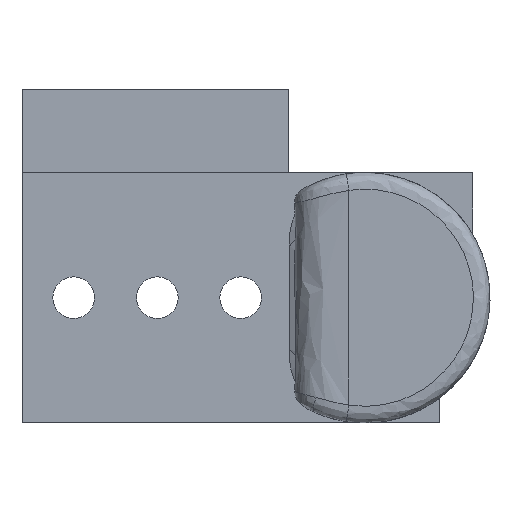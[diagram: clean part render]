
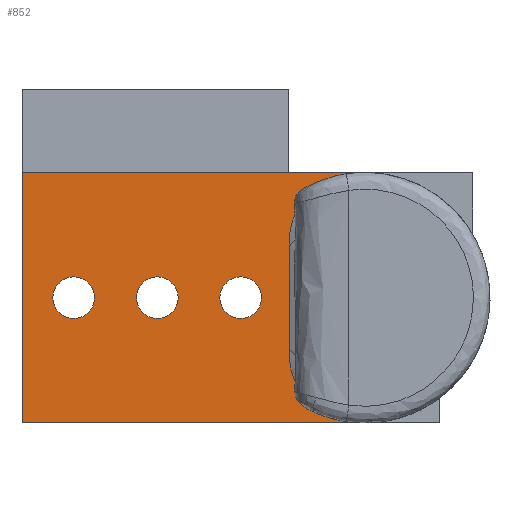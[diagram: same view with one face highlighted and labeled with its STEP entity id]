
A CAD part, front view. The second image highlights one B-rep face of the part: STEP entity #852.
In plain terms, the highlighted planar face has unit normal (0, -1, 0).
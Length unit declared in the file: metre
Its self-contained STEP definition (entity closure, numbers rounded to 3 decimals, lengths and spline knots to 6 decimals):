
#36=B_SPLINE_CURVE_WITH_KNOTS('',3,(#6835,#6836,#6837,#6838,#6839,#6840,
#6841,#6842,#6843,#6844,#6845,#6846,#6847,#6848,#6849),.UNSPECIFIED.,.F.,
 .F.,(4,1,1,1,1,1,1,1,1,1,1,1,4),(0.,0.25,0.375,0.5,0.625,0.75,0.8125,0.875,
0.90625,0.9375,0.96875,0.984375,1.),.UNSPECIFIED.);
#45=B_SPLINE_CURVE_WITH_KNOTS('',3,(#10697,#10698,#10699,#10700,#10701,
#10702,#10703,#10704,#10705,#10706,#10707,#10708,#10709,#10710,#10711),
 .UNSPECIFIED.,.F.,.F.,(4,1,1,1,1,1,1,1,1,1,1,1,4),(0.,0.015625,0.03125,
0.0625,0.09375,0.125,0.1875,0.25,0.375,0.5,0.625,0.75,1.),.UNSPECIFIED.);
#92=LINE('',#10819,#167);
#109=LINE('',#10872,#184);
#114=LINE('',#10880,#189);
#117=LINE('',#10890,#192);
#167=VECTOR('',#996,1.);
#184=VECTOR('',#1045,1.);
#189=VECTOR('',#1052,1.);
#192=VECTOR('',#1063,1.);
#343=ORIENTED_EDGE('',*,*,#538,.T.);
#344=ORIENTED_EDGE('',*,*,#495,.T.);
#345=ORIENTED_EDGE('',*,*,#508,.F.);
#346=ORIENTED_EDGE('',*,*,#506,.T.);
#347=ORIENTED_EDGE('',*,*,#543,.T.);
#348=ORIENTED_EDGE('',*,*,#533,.T.);
#349=ORIENTED_EDGE('',*,*,#544,.F.);
#350=ORIENTED_EDGE('',*,*,#545,.F.);
#351=ORIENTED_EDGE('',*,*,#546,.F.);
#495=EDGE_CURVE('',#603,#602,#36,.T.);
#506=EDGE_CURVE('',#611,#610,#45,.T.);
#508=EDGE_CURVE('',#611,#602,#92,.T.);
#533=EDGE_CURVE('',#632,#633,#109,.T.);
#538=EDGE_CURVE('',#633,#603,#114,.T.);
#543=EDGE_CURVE('',#610,#632,#117,.T.);
#544=EDGE_CURVE('',#637,#637,#659,.T.);
#545=EDGE_CURVE('',#638,#638,#660,.T.);
#546=EDGE_CURVE('',#639,#639,#661,.T.);
#602=VERTEX_POINT('',#6834);
#603=VERTEX_POINT('',#6850);
#610=VERTEX_POINT('',#10696);
#611=VERTEX_POINT('',#10712);
#632=VERTEX_POINT('',#10873);
#633=VERTEX_POINT('',#10874);
#637=VERTEX_POINT('',#10892);
#638=VERTEX_POINT('',#10894);
#639=VERTEX_POINT('',#10896);
#659=CIRCLE('',#915,0.00125);
#660=CIRCLE('',#916,0.00125);
#661=CIRCLE('',#917,0.00125);
#698=EDGE_LOOP('',(#343,#344,#345,#346,#347,#348));
#699=EDGE_LOOP('',(#349));
#700=EDGE_LOOP('',(#350));
#701=EDGE_LOOP('',(#351));
#763=FACE_BOUND('',#698,.T.);
#764=FACE_BOUND('',#699,.T.);
#765=FACE_BOUND('',#700,.T.);
#766=FACE_BOUND('',#701,.T.);
#814=PLANE('',#914);
#852=ADVANCED_FACE('',(#763,#764,#765,#766),#814,.T.);
#914=AXIS2_PLACEMENT_3D('',#10889,#1061,#1062);
#915=AXIS2_PLACEMENT_3D('',#10891,#1064,#1065);
#916=AXIS2_PLACEMENT_3D('',#10893,#1066,#1067);
#917=AXIS2_PLACEMENT_3D('',#10895,#1068,#1069);
#996=DIRECTION('',(0.,0.,-1.));
#1045=DIRECTION('',(0.,0.,-1.));
#1052=DIRECTION('',(1.,0.,0.));
#1061=DIRECTION('',(0.,-1.,0.));
#1062=DIRECTION('',(0.,0.,-1.));
#1063=DIRECTION('',(-1.,0.,0.));
#1064=DIRECTION('',(0.,-1.,0.));
#1065=DIRECTION('',(0.,0.,1.));
#1066=DIRECTION('',(0.,-1.,0.));
#1067=DIRECTION('',(0.,0.,1.));
#1068=DIRECTION('',(0.,-1.,0.));
#1069=DIRECTION('',(0.,0.,1.));
#6834=CARTESIAN_POINT('',(0.0025,0.0005,-0.000592));
#6835=CARTESIAN_POINT('',(0.007033,0.0005,-0.004996));
#6836=CARTESIAN_POINT('',(0.006411,0.0005,-0.004987));
#6837=CARTESIAN_POINT('',(0.005554,0.0005,-0.004844));
#6838=CARTESIAN_POINT('',(0.004472,0.0005,-0.004345));
#6839=CARTESIAN_POINT('',(0.003748,0.0005,-0.003813));
#6840=CARTESIAN_POINT('',(0.003166,0.0005,-0.003147));
#6841=CARTESIAN_POINT('',(0.002814,0.0005,-0.002487));
#6842=CARTESIAN_POINT('',(0.002627,0.0005,-0.00192));
#6843=CARTESIAN_POINT('',(0.002552,0.0005,-0.001546));
#6844=CARTESIAN_POINT('',(0.002523,0.0005,-0.001282));
#6845=CARTESIAN_POINT('',(0.002506,0.0005,-0.001041));
#6846=CARTESIAN_POINT('',(0.002501,0.0005,-0.000831));
#6847=CARTESIAN_POINT('',(0.0025,0.0005,-0.000744));
#6848=CARTESIAN_POINT('',(0.0025,0.0005,-0.000647));
#6849=CARTESIAN_POINT('',(0.0025,0.0005,-0.000592));
#6850=CARTESIAN_POINT('',(0.007033,0.0005,-0.004998));
#10696=CARTESIAN_POINT('',(0.007033,0.0005,0.009998));
#10697=CARTESIAN_POINT('',(0.0025,0.0005,0.005592));
#10698=CARTESIAN_POINT('',(0.0025,0.0005,0.005647));
#10699=CARTESIAN_POINT('',(0.0025,0.0005,0.005743));
#10700=CARTESIAN_POINT('',(0.002501,0.0005,0.005829));
#10701=CARTESIAN_POINT('',(0.002506,0.0005,0.006038));
#10702=CARTESIAN_POINT('',(0.002522,0.0005,0.006276));
#10703=CARTESIAN_POINT('',(0.002551,0.0005,0.006537));
#10704=CARTESIAN_POINT('',(0.002624,0.0005,0.006911));
#10705=CARTESIAN_POINT('',(0.00281,0.0005,0.007478));
#10706=CARTESIAN_POINT('',(0.003156,0.0005,0.008133));
#10707=CARTESIAN_POINT('',(0.003746,0.0005,0.008812));
#10708=CARTESIAN_POINT('',(0.004467,0.0005,0.009342));
#10709=CARTESIAN_POINT('',(0.005553,0.0005,0.009844));
#10710=CARTESIAN_POINT('',(0.006409,0.0005,0.009987));
#10711=CARTESIAN_POINT('',(0.007033,0.0005,0.009995));
#10712=CARTESIAN_POINT('',(0.0025,0.0005,0.005592));
#10819=CARTESIAN_POINT('',(0.0025,0.0005,-0.005));
#10872=CARTESIAN_POINT('',(-0.0135,0.0005,-0.000477));
#10873=CARTESIAN_POINT('',(-0.0135,0.0005,0.01));
#10874=CARTESIAN_POINT('',(-0.0135,0.0005,-0.005));
#10880=CARTESIAN_POINT('',(-0.0135,0.0005,-0.005));
#10889=CARTESIAN_POINT('',(0.,0.0005,0.));
#10890=CARTESIAN_POINT('',(-0.0135,0.0005,0.01));
#10891=CARTESIAN_POINT('',(-0.0004,0.0005,0.0025));
#10892=CARTESIAN_POINT('',(-0.0004,0.0005,0.00375));
#10893=CARTESIAN_POINT('',(-0.0054,0.0005,0.0025));
#10894=CARTESIAN_POINT('',(-0.0054,0.0005,0.00375));
#10895=CARTESIAN_POINT('',(-0.0104,0.0005,0.0025));
#10896=CARTESIAN_POINT('',(-0.0104,0.0005,0.00375));
